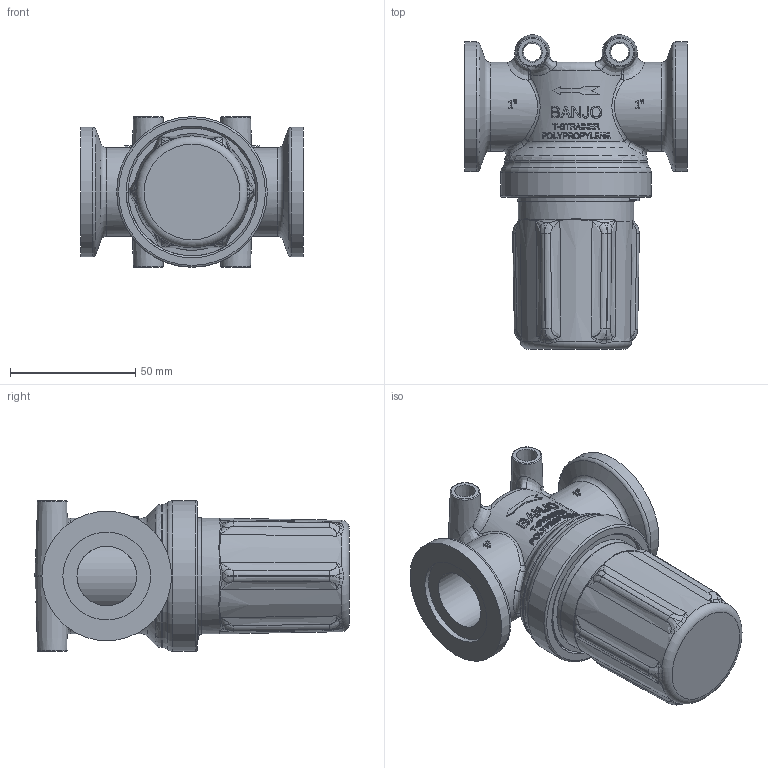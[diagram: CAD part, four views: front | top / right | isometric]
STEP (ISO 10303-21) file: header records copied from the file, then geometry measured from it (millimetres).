
FILE_DESCRIPTION(/* description */ ('1" MNFLD T-STRAINER - 80 MESH'),/* implementation_level */ '2;1');
FILE_NAME(/* name */ 'MLSTM100-80.stp',/* time_stamp */ '2020-05-14T13:56:03-04:00',/* author */ ('MJC'),/* organization */ (''),/* preprocessor_version */ 'ST-DEVELOPER v17.2',/* originating_system */ 'Autodesk Inventor 2019',/* authorisation */ '');
FILE_SCHEMA (('AUTOMOTIVE_DESIGN { 1 0 10303 214 3 1 1 }'));
Products named in the file (5): MLSTM100-80; MLSTM100H; LSTM050G; LSTM050B; LST580
Assembly tree (4 placements, depth 2):
  MLSTM100-80
    MLSTM100H
    LSTM050G
    LSTM050B
    LST580
Bounding box: 88.9 x 125.65 x 60.2 mm (x, y, z)
Volume: 148680.3 mm3; surface area: 85853.4 mm2
Topology: 4 solids, 4 shells, 1191 faces, 3178 edges, 2070 vertices
Faces by surface type: plane 524, bspline 456, cylinder 152, torus 29, cone 27, sphere 3
Full cylindrical faces by diameter (mm): 20.32 x1, 23.812 x3, 27.965 x1, 30.734 x1, 35.052 x2, 35.56 x2, 39.624 x1, 39.7 x1, 46.228 x1, 46.558 x3, 47.244 x1, 47.269 x1, 48.044 x2, 51.057 x2, 51.816 x2, 52.654 x3, 57.15 x1, 60.198 x1
Entity records: 76923 total; most frequent: CARTESIAN_POINT 49575, ORIENTED_EDGE 6320, DIRECTION 4552, EDGE_CURVE 3160, VERTEX_POINT 2070, AXIS2_PLACEMENT_3D 1662, EDGE_LOOP 1296, LINE 1228
